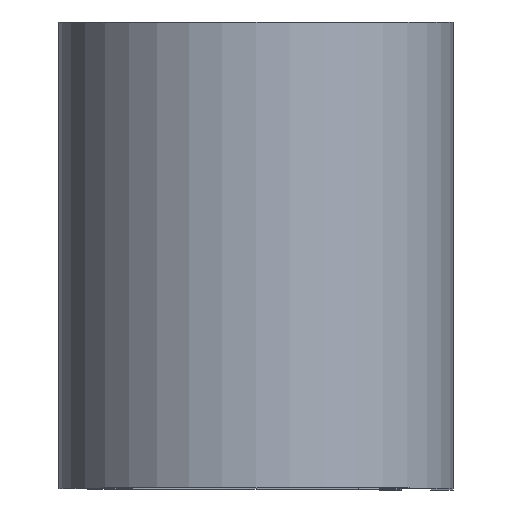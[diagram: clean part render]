
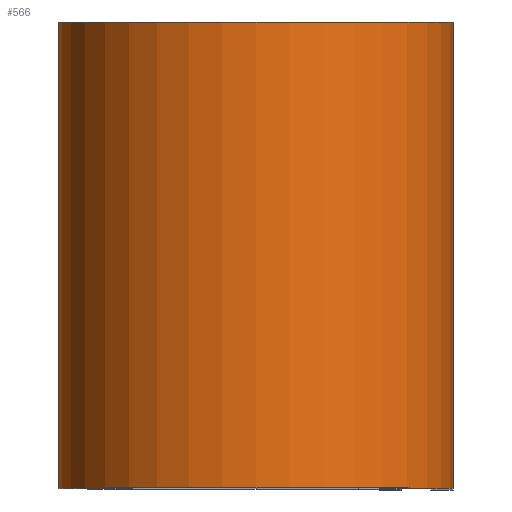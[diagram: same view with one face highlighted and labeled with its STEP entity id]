
A CAD part, top view. The second image highlights one B-rep face of the part: STEP entity #566.
In plain terms, the highlighted cylindrical face has radius 10.744 mm (diameter 21.488 mm), a partial arc.
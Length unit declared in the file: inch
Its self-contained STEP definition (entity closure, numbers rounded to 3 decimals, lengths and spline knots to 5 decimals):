
#9 = DIRECTION ( 'NONE',  ( 0., 1., 0. ) ) ;
#32 = CARTESIAN_POINT ( 'NONE',  ( 0., -0.5, 0.75 ) ) ;
#37 = EDGE_LOOP ( 'NONE', ( #459, #277, #374, #736 ) ) ;
#69 = VERTEX_POINT ( 'NONE', #641 ) ;
#80 = EDGE_CURVE ( 'NONE', #254, #603, #275, .T. ) ;
#98 = DIRECTION ( 'NONE',  ( 1., 0., 0. ) ) ;
#102 = VECTOR ( 'NONE', #794, 39.37008 ) ;
#136 = LINE ( 'NONE', #462, #309 ) ;
#152 = DIRECTION ( 'NONE',  ( 0., 0., -1. ) ) ;
#154 = CARTESIAN_POINT ( 'NONE',  ( 0., 0.5, 0.75 ) ) ;
#181 = AXIS2_PLACEMENT_3D ( 'NONE', #420, #9, #481 ) ;
#188 = CARTESIAN_POINT ( 'NONE',  ( -0.423, 0.5, 0.75 ) ) ;
#254 = VERTEX_POINT ( 'NONE', #857 ) ;
#267 = EDGE_CURVE ( 'NONE', #540, #603, #136, .T. ) ;
#275 = CIRCLE ( 'NONE', #669, 0.423 ) ;
#277 = ORIENTED_EDGE ( 'NONE', *, *, #267, .F. ) ;
#309 = VECTOR ( 'NONE', #730, 39.37008 ) ;
#374 = ORIENTED_EDGE ( 'NONE', *, *, #454, .F. ) ;
#420 = CARTESIAN_POINT ( 'NONE',  ( 0., 0.5, 0.75 ) ) ;
#454 = EDGE_CURVE ( 'NONE', #69, #540, #754, .T. ) ;
#459 = ORIENTED_EDGE ( 'NONE', *, *, #80, .T. ) ;
#462 = CARTESIAN_POINT ( 'NONE',  ( 0.423, 0.5, 0.75 ) ) ;
#481 = DIRECTION ( 'NONE',  ( 1., 0., 0. ) ) ;
#510 = DIRECTION ( 'NONE',  ( 0., 1., 0. ) ) ;
#540 = VERTEX_POINT ( 'NONE', #559 ) ;
#559 = CARTESIAN_POINT ( 'NONE',  ( 0.423, 0.5, 0.75 ) ) ;
#566 = ADVANCED_FACE ( 'NONE', ( #698 ), #658, .T. ) ;
#603 = VERTEX_POINT ( 'NONE', #830 ) ;
#641 = CARTESIAN_POINT ( 'NONE',  ( -0.423, 0.5, 0.75 ) ) ;
#658 = CYLINDRICAL_SURFACE ( 'NONE', #720, 0.423 ) ;
#669 = AXIS2_PLACEMENT_3D ( 'NONE', #32, #510, #98 ) ;
#698 = FACE_OUTER_BOUND ( 'NONE', #37, .T. ) ;
#720 = AXIS2_PLACEMENT_3D ( 'NONE', #154, #821, #152 ) ;
#730 = DIRECTION ( 'NONE',  ( 0., -1., 0. ) ) ;
#736 = ORIENTED_EDGE ( 'NONE', *, *, #865, .T. ) ;
#754 = CIRCLE ( 'NONE', #181, 0.423 ) ;
#794 = DIRECTION ( 'NONE',  ( 0., -1., 0. ) ) ;
#821 = DIRECTION ( 'NONE',  ( 0., -1., 0. ) ) ;
#830 = CARTESIAN_POINT ( 'NONE',  ( 0.423, -0.5, 0.75 ) ) ;
#842 = LINE ( 'NONE', #188, #102 ) ;
#857 = CARTESIAN_POINT ( 'NONE',  ( -0.423, -0.5, 0.75 ) ) ;
#865 = EDGE_CURVE ( 'NONE', #69, #254, #842, .T. ) ;
